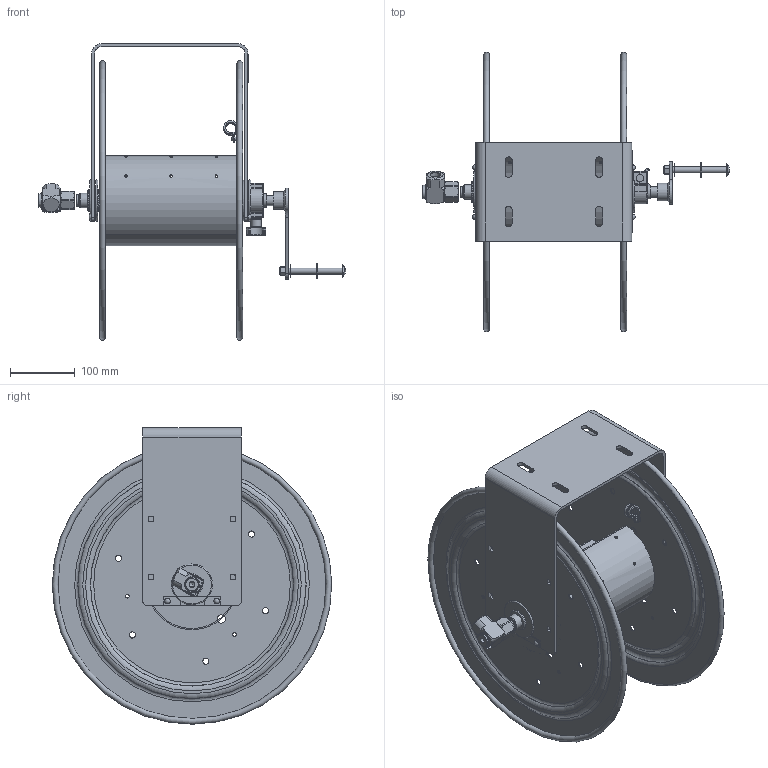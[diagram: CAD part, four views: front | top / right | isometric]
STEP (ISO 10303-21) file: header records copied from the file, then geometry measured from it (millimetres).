
FILE_DESCRIPTION(/* description */ (''),/* implementation_level */ '2;1');
FILE_NAME(/* name */ '117-3-250_SHARED.stp',/* time_stamp */ '2020-04-02T10:56:59-07:00',/* author */ ('NMelton'),/* organization */ (''),/* preprocessor_version */ 'ST-DEVELOPER v17',/* originating_system */ 'Autodesk Inventor 2019',/* authorisation */ '');
FILE_SCHEMA (('AUTOMOTIVE_DESIGN { 1 0 10303 214 3 1 1 }'));
Products named in the file (1): 117-3-250_SHARED
Bounding box: 474.59 x 431.8 x 458.09 mm (x, y, z)
Surface area: 1093866.2 mm2 (no closed solid volume)
Topology: 0 solids, 54 shells, 1398 faces, 6150 edges, 4573 vertices
Faces by surface type: plane 709, bspline 333, cylinder 213, torus 68, cone 48, sphere 27
Full cylindrical faces by diameter (mm): 1.321 x2, 2.54 x1, 3.048 x1, 4.826 x1, 5.182 x1, 5.563 x5, 6.604 x1, 7.798 x1, 8.839 x4, 8.89 x1, 9.271 x1, 9.525 x12, 12.192 x1, 12.7 x7, 13.716 x11, 14.224 x1, 14.478 x13, 15.799 x1, 15.875 x2, 17.145 x1, 19.304 x1, 20.574 x1, 20.625 x1, 21.336 x1, 21.844 x2, 22.403 x1, 23.749 x2, 27.051 x1, 33.02 x2
Entity records: 73047 total; most frequent: CARTESIAN_POINT 26705, ORIENTED_EDGE 9061, DIRECTION 7202, EDGE_CURVE 6127, VERTEX_POINT 4573, LINE 3668, VECTOR 3668, AXIS2_PLACEMENT_3D 1767
